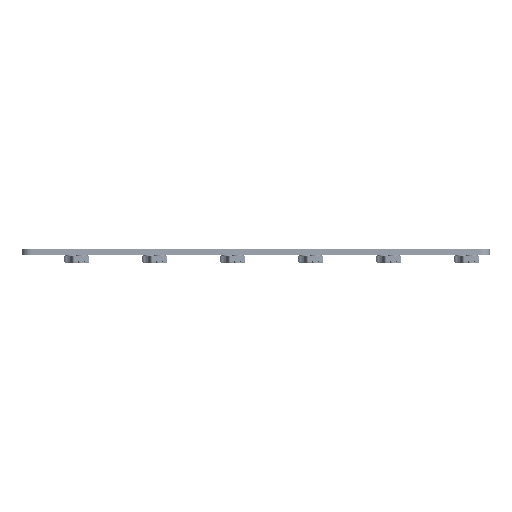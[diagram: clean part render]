
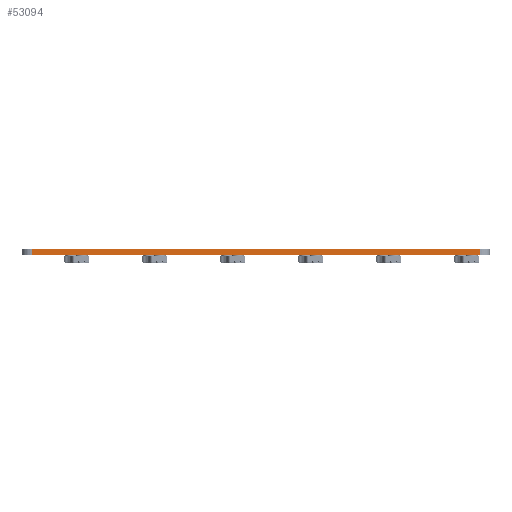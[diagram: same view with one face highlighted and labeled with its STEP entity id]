
A CAD part, left-side view. The second image highlights one B-rep face of the part: STEP entity #53094.
In plain terms, the highlighted planar face has unit normal (-1, 0, 0).
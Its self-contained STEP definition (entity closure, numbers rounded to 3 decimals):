
#31496 = CYLINDRICAL_SURFACE('',#31497,2.381);
#31497 = AXIS2_PLACEMENT_3D('',#31498,#31499,#31500);
#31498 = CARTESIAN_POINT('',(326.231,-40.481,0.));
#31499 = DIRECTION('',(-0.,-0.,-1.));
#31500 = DIRECTION('',(1.,0.,-0.));
#31524 = PLANE('',#31525);
#31525 = AXIS2_PLACEMENT_3D('',#31526,#31527,#31528);
#31526 = CARTESIAN_POINT('',(431.006,-95.25,1.6));
#31527 = DIRECTION('',(-0.,-0.,-1.));
#31528 = DIRECTION('',(-1.,0.,0.));
#31578 = PLANE('',#31579);
#31579 = AXIS2_PLACEMENT_3D('',#31580,#31581,#31582);
#31580 = CARTESIAN_POINT('',(431.006,-95.25,0.));
#31581 = DIRECTION('',(-0.,-0.,-1.));
#31582 = DIRECTION('',(-1.,0.,0.));
#31595 = VERTEX_POINT('',#31596);
#31596 = CARTESIAN_POINT('',(323.85,-40.481,1.6));
#31622 = EDGE_CURVE('',#31623,#31595,#31625,.T.);
#31623 = VERTEX_POINT('',#31624);
#31624 = CARTESIAN_POINT('',(323.85,-40.481,0.));
#31625 = SURFACE_CURVE('',#31626,(#31630,#31637),.PCURVE_S1.);
#31626 = LINE('',#31627,#31628);
#31627 = CARTESIAN_POINT('',(323.85,-40.481,0.));
#31628 = VECTOR('',#31629,1.);
#31629 = DIRECTION('',(0.,0.,1.));
#31630 = PCURVE('',#31496,#31631);
#31631 = DEFINITIONAL_REPRESENTATION('',(#31632),#31636);
#31632 = LINE('',#31633,#31634);
#31633 = CARTESIAN_POINT('',(-3.142,0.));
#31634 = VECTOR('',#31635,1.);
#31635 = DIRECTION('',(-0.,-1.));
#31636 = ( GEOMETRIC_REPRESENTATION_CONTEXT(2) 
PARAMETRIC_REPRESENTATION_CONTEXT() REPRESENTATION_CONTEXT('2D SPACE',''
  ) );
#31637 = PCURVE('',#31638,#31643);
#31638 = PLANE('',#31639);
#31639 = AXIS2_PLACEMENT_3D('',#31640,#31641,#31642);
#31640 = CARTESIAN_POINT('',(323.85,-150.019,0.));
#31641 = DIRECTION('',(-1.,0.,0.));
#31642 = DIRECTION('',(0.,1.,0.));
#31643 = DEFINITIONAL_REPRESENTATION('',(#31644),#31648);
#31644 = LINE('',#31645,#31646);
#31645 = CARTESIAN_POINT('',(109.538,0.));
#31646 = VECTOR('',#31647,1.);
#31647 = DIRECTION('',(0.,-1.));
#31648 = ( GEOMETRIC_REPRESENTATION_CONTEXT(2) 
PARAMETRIC_REPRESENTATION_CONTEXT() REPRESENTATION_CONTEXT('2D SPACE',''
  ) );
#31852 = VERTEX_POINT('',#31853);
#31853 = CARTESIAN_POINT('',(323.85,-150.019,0.));
#31872 = CYLINDRICAL_SURFACE('',#31873,2.381);
#31873 = AXIS2_PLACEMENT_3D('',#31874,#31875,#31876);
#31874 = CARTESIAN_POINT('',(326.231,-150.019,0.));
#31875 = DIRECTION('',(-0.,-0.,-1.));
#31876 = DIRECTION('',(1.,0.,-0.));
#31884 = EDGE_CURVE('',#31852,#31623,#31885,.T.);
#31885 = SURFACE_CURVE('',#31886,(#31890,#31897),.PCURVE_S1.);
#31886 = LINE('',#31887,#31888);
#31887 = CARTESIAN_POINT('',(323.85,-150.019,0.));
#31888 = VECTOR('',#31889,1.);
#31889 = DIRECTION('',(0.,1.,0.));
#31890 = PCURVE('',#31578,#31891);
#31891 = DEFINITIONAL_REPRESENTATION('',(#31892),#31896);
#31892 = LINE('',#31893,#31894);
#31893 = CARTESIAN_POINT('',(107.156,-54.769));
#31894 = VECTOR('',#31895,1.);
#31895 = DIRECTION('',(0.,1.));
#31896 = ( GEOMETRIC_REPRESENTATION_CONTEXT(2) 
PARAMETRIC_REPRESENTATION_CONTEXT() REPRESENTATION_CONTEXT('2D SPACE',''
  ) );
#31897 = PCURVE('',#31638,#31898);
#31898 = DEFINITIONAL_REPRESENTATION('',(#31899),#31903);
#31899 = LINE('',#31900,#31901);
#31900 = CARTESIAN_POINT('',(0.,0.));
#31901 = VECTOR('',#31902,1.);
#31902 = DIRECTION('',(1.,0.));
#31903 = ( GEOMETRIC_REPRESENTATION_CONTEXT(2) 
PARAMETRIC_REPRESENTATION_CONTEXT() REPRESENTATION_CONTEXT('2D SPACE',''
  ) );
#43326 = VERTEX_POINT('',#43327);
#43327 = CARTESIAN_POINT('',(323.85,-150.019,1.6));
#43353 = EDGE_CURVE('',#43326,#31595,#43354,.T.);
#43354 = SURFACE_CURVE('',#43355,(#43359,#43366),.PCURVE_S1.);
#43355 = LINE('',#43356,#43357);
#43356 = CARTESIAN_POINT('',(323.85,-150.019,1.6));
#43357 = VECTOR('',#43358,1.);
#43358 = DIRECTION('',(0.,1.,0.));
#43359 = PCURVE('',#31524,#43360);
#43360 = DEFINITIONAL_REPRESENTATION('',(#43361),#43365);
#43361 = LINE('',#43362,#43363);
#43362 = CARTESIAN_POINT('',(107.156,-54.769));
#43363 = VECTOR('',#43364,1.);
#43364 = DIRECTION('',(0.,1.));
#43365 = ( GEOMETRIC_REPRESENTATION_CONTEXT(2) 
PARAMETRIC_REPRESENTATION_CONTEXT() REPRESENTATION_CONTEXT('2D SPACE',''
  ) );
#43366 = PCURVE('',#31638,#43367);
#43367 = DEFINITIONAL_REPRESENTATION('',(#43368),#43372);
#43368 = LINE('',#43369,#43370);
#43369 = CARTESIAN_POINT('',(0.,-1.6));
#43370 = VECTOR('',#43371,1.);
#43371 = DIRECTION('',(1.,0.));
#43372 = ( GEOMETRIC_REPRESENTATION_CONTEXT(2) 
PARAMETRIC_REPRESENTATION_CONTEXT() REPRESENTATION_CONTEXT('2D SPACE',''
  ) );
#53094 = ADVANCED_FACE('',(#53095),#31638,.T.);
#53095 = FACE_BOUND('',#53096,.T.);
#53096 = EDGE_LOOP('',(#53097,#53118,#53119,#53120));
#53097 = ORIENTED_EDGE('',*,*,#53098,.T.);
#53098 = EDGE_CURVE('',#31852,#43326,#53099,.T.);
#53099 = SURFACE_CURVE('',#53100,(#53104,#53111),.PCURVE_S1.);
#53100 = LINE('',#53101,#53102);
#53101 = CARTESIAN_POINT('',(323.85,-150.019,0.));
#53102 = VECTOR('',#53103,1.);
#53103 = DIRECTION('',(0.,0.,1.));
#53104 = PCURVE('',#31638,#53105);
#53105 = DEFINITIONAL_REPRESENTATION('',(#53106),#53110);
#53106 = LINE('',#53107,#53108);
#53107 = CARTESIAN_POINT('',(0.,0.));
#53108 = VECTOR('',#53109,1.);
#53109 = DIRECTION('',(0.,-1.));
#53110 = ( GEOMETRIC_REPRESENTATION_CONTEXT(2) 
PARAMETRIC_REPRESENTATION_CONTEXT() REPRESENTATION_CONTEXT('2D SPACE',''
  ) );
#53111 = PCURVE('',#31872,#53112);
#53112 = DEFINITIONAL_REPRESENTATION('',(#53113),#53117);
#53113 = LINE('',#53114,#53115);
#53114 = CARTESIAN_POINT('',(-3.141,0.));
#53115 = VECTOR('',#53116,1.);
#53116 = DIRECTION('',(-0.,-1.));
#53117 = ( GEOMETRIC_REPRESENTATION_CONTEXT(2) 
PARAMETRIC_REPRESENTATION_CONTEXT() REPRESENTATION_CONTEXT('2D SPACE',''
  ) );
#53118 = ORIENTED_EDGE('',*,*,#43353,.T.);
#53119 = ORIENTED_EDGE('',*,*,#31622,.F.);
#53120 = ORIENTED_EDGE('',*,*,#31884,.F.);
